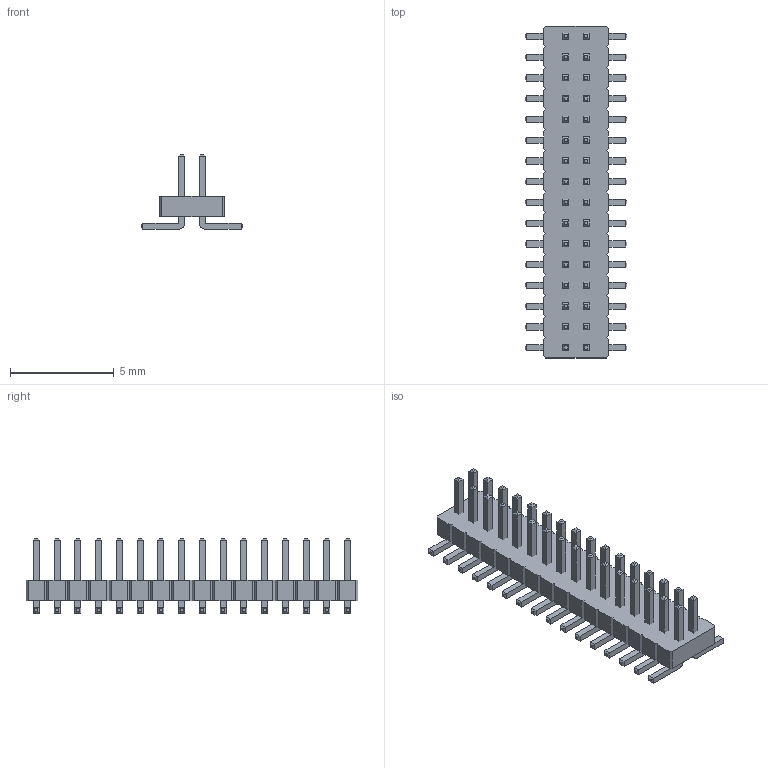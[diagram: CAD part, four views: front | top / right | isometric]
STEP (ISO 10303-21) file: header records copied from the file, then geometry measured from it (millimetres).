
FILE_DESCRIPTION(/* description */ ('model of PinHeader_2x16_P1.00mm_Vertical_SMD'),/* implementation_level */ '2;1');
FILE_NAME(/* name */ 'PinHeader_2x16_P1.00mm_Vertical_SMD.step',/* time_stamp */ '2018-01-24T12:24:59',/* author */ ('kicad StepUp','ksu'),/* organization */ ('FreeCAD'),/* preprocessor_version */ 'OCC',/* originating_system */ 'kicad StepUp',/* authorisation */ '');
FILE_SCHEMA(('AUTOMOTIVE_DESIGN { 1 0 10303 214 1 1 1 1 }'));
Length unit declared in the file: millimetre
Products named in the file (2): PinHeader_2x16_P100mm_Vertical_SMD; Shape0_0740623252425
Bounding box: 4.9 x 16 x 3.6 mm (x, y, z)
Volume: 64.5 mm3; surface area: 345.7 mm2
Topology: 33 solids, 33 shells, 644 faces, 1478 edges, 900 vertices
Faces by surface type: plane 612, cylinder 32
Entity records: 11471 total; most frequent: ORIENTED_EDGE 2250, CARTESIAN_POINT 1899, EDGE_CURVE 1478, LINE 1414, VERTEX_POINT 900, AXIS2_PLACEMENT_3D 693, ADVANCED_FACE 644, FACE_BOUND 644
